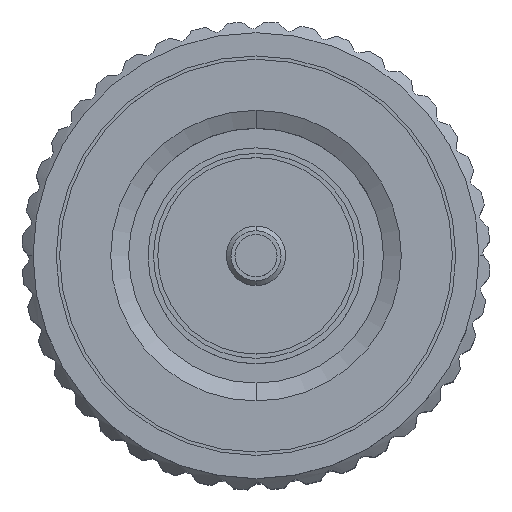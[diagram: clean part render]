
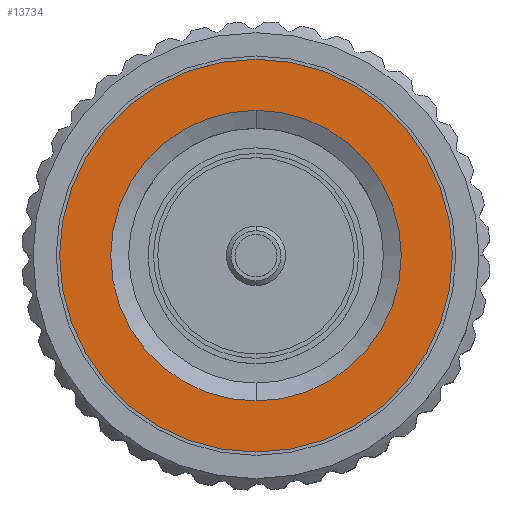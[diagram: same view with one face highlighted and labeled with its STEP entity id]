
A CAD part, top view. The second image highlights one B-rep face of the part: STEP entity #13734.
In plain terms, the highlighted face is planar.
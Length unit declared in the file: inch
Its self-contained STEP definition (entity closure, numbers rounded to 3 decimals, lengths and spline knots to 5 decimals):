
#596 = DIRECTION ( 'NONE',  ( 0., 0., -1. ) ) ;
#773 = EDGE_LOOP ( 'NONE', ( #2947, #7620 ) ) ;
#1786 = EDGE_CURVE ( 'NONE', #6875, #5003, #8740, .T. ) ;
#1961 = CARTESIAN_POINT ( 'NONE',  ( 0.85226, -0.12226, 0. ) ) ;
#2459 = DIRECTION ( 'NONE',  ( 1., 0., 0. ) ) ;
#2551 = EDGE_LOOP ( 'NONE', ( #7382, #7240 ) ) ;
#2641 = DIRECTION ( 'NONE',  ( 0., 0., -1. ) ) ;
#2942 = CARTESIAN_POINT ( 'NONE',  ( 0.85226, 0., 0. ) ) ;
#2947 = ORIENTED_EDGE ( 'NONE', *, *, #7661, .T. ) ;
#3252 = FACE_OUTER_BOUND ( 'NONE', #2551, .T. ) ;
#3761 = AXIS2_PLACEMENT_3D ( 'NONE', #9571, #9639, #7287 ) ;
#3831 = DIRECTION ( 'NONE',  ( -1., 0., 0. ) ) ;
#4097 = CARTESIAN_POINT ( 'NONE',  ( 0.85226, 0., 0.16528 ) ) ;
#4302 = CIRCLE ( 'NONE', #9024, 0.16528 ) ;
#4414 = PLANE ( 'NONE',  #12302 ) ;
#4605 = AXIS2_PLACEMENT_3D ( 'NONE', #2942, #3831, #2641 ) ;
#5003 = VERTEX_POINT ( 'NONE', #11782 ) ;
#5231 = AXIS2_PLACEMENT_3D ( 'NONE', #7424, #6383, #596 ) ;
#5405 = FACE_BOUND ( 'NONE', #773, .T. ) ;
#6383 = DIRECTION ( 'NONE',  ( 1., 0., 0. ) ) ;
#6609 = CARTESIAN_POINT ( 'NONE',  ( 0.85226, 0., -0.16528 ) ) ;
#6875 = VERTEX_POINT ( 'NONE', #1961 ) ;
#7240 = ORIENTED_EDGE ( 'NONE', *, *, #14015, .T. ) ;
#7250 = DIRECTION ( 'NONE',  ( 0., 0., -1. ) ) ;
#7287 = DIRECTION ( 'NONE',  ( 0., 0., -1. ) ) ;
#7382 = ORIENTED_EDGE ( 'NONE', *, *, #12620, .T. ) ;
#7424 = CARTESIAN_POINT ( 'NONE',  ( 0.85226, 0., 0. ) ) ;
#7620 = ORIENTED_EDGE ( 'NONE', *, *, #1786, .T. ) ;
#7661 = EDGE_CURVE ( 'NONE', #5003, #6875, #10526, .T. ) ;
#7976 = VERTEX_POINT ( 'NONE', #6609 ) ;
#8740 = CIRCLE ( 'NONE', #3761, 0.12226 ) ;
#9024 = AXIS2_PLACEMENT_3D ( 'NONE', #12595, #2459, #11487 ) ;
#9571 = CARTESIAN_POINT ( 'NONE',  ( 0.85226, 0., 0. ) ) ;
#9639 = DIRECTION ( 'NONE',  ( -1., 0., 0. ) ) ;
#10274 = CARTESIAN_POINT ( 'NONE',  ( 0.85226, 0., 0. ) ) ;
#10526 = CIRCLE ( 'NONE', #4605, 0.12226 ) ;
#11487 = DIRECTION ( 'NONE',  ( 0., 0., -1. ) ) ;
#11602 = CIRCLE ( 'NONE', #5231, 0.16528 ) ;
#11782 = CARTESIAN_POINT ( 'NONE',  ( 0.85226, 0.12226, 0. ) ) ;
#12302 = AXIS2_PLACEMENT_3D ( 'NONE', #10274, #12633, #7250 ) ;
#12595 = CARTESIAN_POINT ( 'NONE',  ( 0.85226, 0., 0. ) ) ;
#12620 = EDGE_CURVE ( 'NONE', #7976, #14059, #11602, .T. ) ;
#12633 = DIRECTION ( 'NONE',  ( 1., 0., 0. ) ) ;
#13734 = ADVANCED_FACE ( 'NONE', ( #3252, #5405 ), #4414, .T. ) ;
#14015 = EDGE_CURVE ( 'NONE', #14059, #7976, #4302, .T. ) ;
#14059 = VERTEX_POINT ( 'NONE', #4097 ) ;
